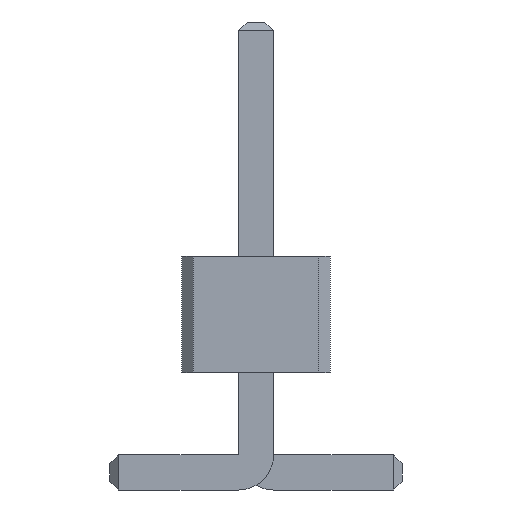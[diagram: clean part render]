
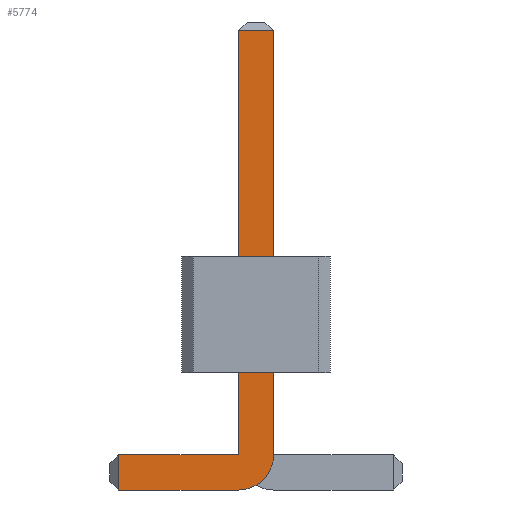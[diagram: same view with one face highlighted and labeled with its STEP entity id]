
A CAD part, front view. The second image highlights one B-rep face of the part: STEP entity #5774.
In plain terms, the highlighted planar face has unit normal (0, -1, 0).
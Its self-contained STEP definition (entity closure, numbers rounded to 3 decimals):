
#56=DIRECTION('',(0.,-1.,0.));
#67=DIRECTION('',(1.,0.,0.));
#1238=VECTOR('',#67,1.);
#1291=DIRECTION('',(-1.,0.,0.));
#2459=VECTOR('',#1291,1.);
#2639=DIRECTION('',(0.,0.,-1.));
#2658=VECTOR('',#2639,1.);
#5604=VECTOR('',#5605,1.);
#5605=DIRECTION('',(0.,0.,1.));
#5627=DIRECTION('',(0.,-1.,0.));
#5628=DIRECTION('',(-1.,0.,0.));
#5635=VERTEX_POINT('',#5636);
#5636=CARTESIAN_POINT('',(-1.175,-10.15,0.));
#5639=ORIENTED_EDGE('',*,*,#5640,.T.);
#5640=EDGE_CURVE('',#5635,#5641,#5643,.T.);
#5641=VERTEX_POINT('',#5642);
#5642=CARTESIAN_POINT('',(-0.15,-10.15,0.));
#5643=LINE('',#5644,#1238);
#5644=CARTESIAN_POINT('',(-1.25,-10.15,0.));
#5676=VERTEX_POINT('',#5677);
#5677=CARTESIAN_POINT('',(0.15,-10.15,0.3));
#5680=EDGE_CURVE('',#5641,#5676,#5681,.T.);
#5681=CIRCLE('',#5682,0.3);
#5682=AXIS2_PLACEMENT_3D('',#5683,#56,#2639);
#5683=CARTESIAN_POINT('',(-0.15,-10.15,0.3));
#5691=VERTEX_POINT('',#5683);
#5693=ORIENTED_EDGE('',*,*,#5694,.T.);
#5694=EDGE_CURVE('',#5691,#5695,#5697,.T.);
#5695=VERTEX_POINT('',#5696);
#5696=CARTESIAN_POINT('',(-1.175,-10.15,0.3));
#5697=LINE('',#5683,#2459);
#5707=ORIENTED_EDGE('',*,*,#5708,.T.);
#5708=EDGE_CURVE('',#5676,#5709,#5711,.T.);
#5709=VERTEX_POINT('',#5710);
#5710=CARTESIAN_POINT('',(0.15,-10.15,3.925));
#5711=LINE('',#5712,#5604);
#5712=CARTESIAN_POINT('',(0.15,-10.15,0.));
#5725=VERTEX_POINT('',#5726);
#5726=CARTESIAN_POINT('',(-0.15,-10.15,3.925));
#5728=ORIENTED_EDGE('',*,*,#5729,.T.);
#5729=EDGE_CURVE('',#5725,#5691,#5730,.T.);
#5730=LINE('',#5731,#2658);
#5731=CARTESIAN_POINT('',(-0.15,-10.15,4.));
#5774=ADVANCED_FACE('',(#5775),#5784,.T.);
#5775=FACE_BOUND('',#5776,.T.);
#5776=EDGE_LOOP('',(#5639,#5777,#5707,#5778,#5728,#5693,#5781));
#5777=ORIENTED_EDGE('',*,*,#5680,.T.);
#5778=ORIENTED_EDGE('',*,*,#5779,.T.);
#5779=EDGE_CURVE('',#5709,#5725,#5780,.T.);
#5780=LINE('',#5710,#2459);
#5781=ORIENTED_EDGE('',*,*,#5782,.T.);
#5782=EDGE_CURVE('',#5695,#5635,#5783,.T.);
#5783=LINE('',#5696,#2658);
#5784=PLANE('',#5785);
#5785=AXIS2_PLACEMENT_3D('',#5786,#5627,#5628);
#5786=CARTESIAN_POINT('',(-0.173,-10.15,1.623));
